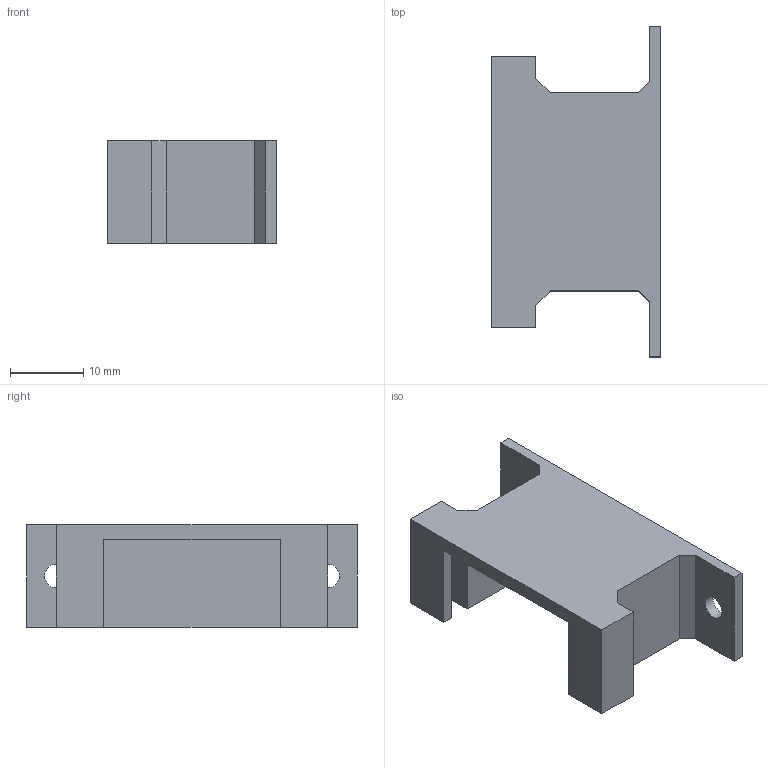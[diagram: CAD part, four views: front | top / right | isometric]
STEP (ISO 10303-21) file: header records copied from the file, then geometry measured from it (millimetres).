
FILE_DESCRIPTION(('FreeCAD Model'),'2;1');
FILE_NAME('Open CASCADE Shape Model','2026-01-21T11:56:32',(''),(''), 'Open CASCADE STEP processor 7.9','FreeCAD','Unknown');
FILE_SCHEMA(('AUTOMOTIVE_DESIGN { 1 0 10303 214 1 1 1 1 }'));
Length unit declared in the file: millimetre
Products named in the file (1): motor_casing
Bounding box: 23 x 45 x 14 mm (x, y, z)
Volume: 3391.9 mm3; surface area: 4297.1 mm2
Topology: 1 solids, 1 shells, 36 faces, 104 edges, 70 vertices
Faces by surface type: plane 34, cylinder 2
Full cylindrical faces by diameter (mm): 3.2 x2
Entity records: 1202 total; most frequent: CARTESIAN_POINT 211, ORIENTED_EDGE 208, DIRECTION 182, EDGE_CURVE 104, LINE 100, VECTOR 100, VERTEX_POINT 70, FACE_BOUND 42
